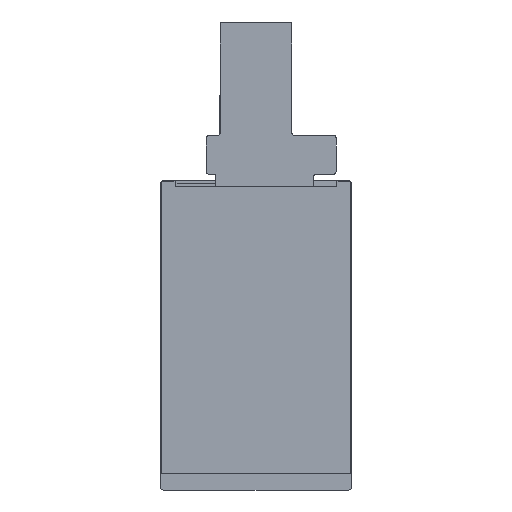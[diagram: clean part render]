
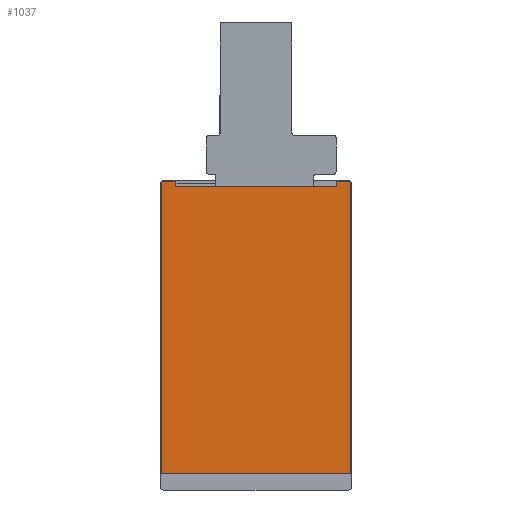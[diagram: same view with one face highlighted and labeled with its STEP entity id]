
A CAD part, front view. The second image highlights one B-rep face of the part: STEP entity #1037.
In plain terms, the highlighted planar face has unit normal (0, -1, 0).
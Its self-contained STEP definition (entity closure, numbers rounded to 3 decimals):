
#29 = CARTESIAN_POINT ( 'NONE',  ( -23.28, 0., 40.465 ) ) ;
#51 = VECTOR ( 'NONE', #224, 1000. ) ;
#79 = DIRECTION ( 'NONE',  ( 1., 0., 0. ) ) ;
#84 = LINE ( 'NONE', #879, #2070 ) ;
#98 = VECTOR ( 'NONE', #1237, 1000. ) ;
#114 = CARTESIAN_POINT ( 'NONE',  ( -27.28, 0., 42.035 ) ) ;
#125 = CARTESIAN_POINT ( 'NONE',  ( -27.28, 0., -42.035 ) ) ;
#139 = CARTESIAN_POINT ( 'NONE',  ( 23.28, 0., 42.035 ) ) ;
#148 = CARTESIAN_POINT ( 'NONE',  ( -23.28, 0., 42.035 ) ) ;
#164 = VECTOR ( 'NONE', #2488, 1000. ) ;
#167 = EDGE_CURVE ( 'NONE', #605, #1469, #2381, .T. ) ;
#224 = DIRECTION ( 'NONE',  ( -1., 0., 0. ) ) ;
#240 = EDGE_CURVE ( 'NONE', #1177, #605, #2439, .T. ) ;
#264 = PLANE ( 'NONE',  #1768 ) ;
#287 = CARTESIAN_POINT ( 'NONE',  ( 23.28, 0., 42.035 ) ) ;
#296 = CARTESIAN_POINT ( 'NONE',  ( -23.28, 0., 40.465 ) ) ;
#317 = LINE ( 'NONE', #139, #855 ) ;
#347 = CARTESIAN_POINT ( 'NONE',  ( 27.28, 0., 42.035 ) ) ;
#348 = EDGE_CURVE ( 'NONE', #898, #2294, #2275, .T. ) ;
#349 = CARTESIAN_POINT ( 'NONE',  ( 27.28, 0., -42.035 ) ) ;
#484 = DIRECTION ( 'NONE',  ( 0., -1., 0. ) ) ;
#553 = LINE ( 'NONE', #619, #51 ) ;
#605 = VERTEX_POINT ( 'NONE', #29 ) ;
#616 = DIRECTION ( 'NONE',  ( 1., 0., 0. ) ) ;
#619 = CARTESIAN_POINT ( 'NONE',  ( -27.28, 0., -42.035 ) ) ;
#713 = ORIENTED_EDGE ( 'NONE', *, *, #2487, .F. ) ;
#717 = EDGE_CURVE ( 'NONE', #1802, #1177, #1224, .T. ) ;
#805 = EDGE_CURVE ( 'NONE', #1469, #948, #317, .T. ) ;
#855 = VECTOR ( 'NONE', #1087, 1000. ) ;
#879 = CARTESIAN_POINT ( 'NONE',  ( -27.28, 0., 42.035 ) ) ;
#898 = VERTEX_POINT ( 'NONE', #2018 ) ;
#926 = VECTOR ( 'NONE', #616, 1000. ) ;
#948 = VERTEX_POINT ( 'NONE', #287 ) ;
#1037 = ADVANCED_FACE ( 'NONE', ( #1656 ), #264, .T. ) ;
#1044 = CARTESIAN_POINT ( 'NONE',  ( -23.28, 0., 42.035 ) ) ;
#1074 = CARTESIAN_POINT ( 'NONE',  ( 27.28, 0., -42.035 ) ) ;
#1079 = DIRECTION ( 'NONE',  ( 0., 0., -1. ) ) ;
#1087 = DIRECTION ( 'NONE',  ( 0., 0., 1. ) ) ;
#1100 = ORIENTED_EDGE ( 'NONE', *, *, #240, .F. ) ;
#1177 = VERTEX_POINT ( 'NONE', #148 ) ;
#1224 = LINE ( 'NONE', #1044, #98 ) ;
#1237 = DIRECTION ( 'NONE',  ( 1., 0., 0. ) ) ;
#1247 = EDGE_CURVE ( 'NONE', #2294, #2342, #553, .T. ) ;
#1261 = DIRECTION ( 'NONE',  ( 0., 0., -1. ) ) ;
#1310 = EDGE_LOOP ( 'NONE', ( #1688, #1536, #713, #2165, #1317, #1100, #1919, #2465 ) ) ;
#1317 = ORIENTED_EDGE ( 'NONE', *, *, #167, .F. ) ;
#1469 = VERTEX_POINT ( 'NONE', #1478 ) ;
#1478 = CARTESIAN_POINT ( 'NONE',  ( 23.28, 0., 40.465 ) ) ;
#1536 = ORIENTED_EDGE ( 'NONE', *, *, #348, .F. ) ;
#1638 = CARTESIAN_POINT ( 'NONE',  ( 0., 0., 0. ) ) ;
#1656 = FACE_OUTER_BOUND ( 'NONE', #1310, .T. ) ;
#1688 = ORIENTED_EDGE ( 'NONE', *, *, #1247, .F. ) ;
#1768 = AXIS2_PLACEMENT_3D ( 'NONE', #1638, #484, #1261 ) ;
#1802 = VERTEX_POINT ( 'NONE', #114 ) ;
#1819 = EDGE_CURVE ( 'NONE', #2342, #1802, #84, .T. ) ;
#1835 = VECTOR ( 'NONE', #1079, 1000. ) ;
#1919 = ORIENTED_EDGE ( 'NONE', *, *, #717, .F. ) ;
#2018 = CARTESIAN_POINT ( 'NONE',  ( 27.28, 0., 42.035 ) ) ;
#2070 = VECTOR ( 'NONE', #2432, 1000. ) ;
#2118 = LINE ( 'NONE', #347, #2434 ) ;
#2165 = ORIENTED_EDGE ( 'NONE', *, *, #805, .F. ) ;
#2275 = LINE ( 'NONE', #349, #164 ) ;
#2294 = VERTEX_POINT ( 'NONE', #1074 ) ;
#2342 = VERTEX_POINT ( 'NONE', #125 ) ;
#2350 = CARTESIAN_POINT ( 'NONE',  ( 23.28, 0., 40.465 ) ) ;
#2381 = LINE ( 'NONE', #2350, #926 ) ;
#2432 = DIRECTION ( 'NONE',  ( 0., 0., 1. ) ) ;
#2434 = VECTOR ( 'NONE', #79, 1000. ) ;
#2439 = LINE ( 'NONE', #296, #1835 ) ;
#2465 = ORIENTED_EDGE ( 'NONE', *, *, #1819, .F. ) ;
#2487 = EDGE_CURVE ( 'NONE', #948, #898, #2118, .T. ) ;
#2488 = DIRECTION ( 'NONE',  ( 0., 0., -1. ) ) ;
